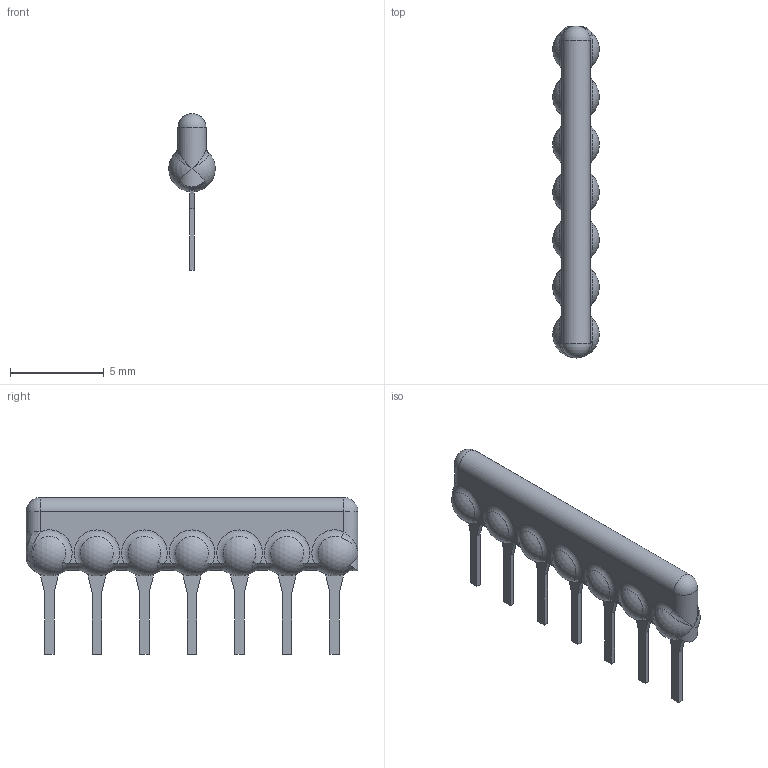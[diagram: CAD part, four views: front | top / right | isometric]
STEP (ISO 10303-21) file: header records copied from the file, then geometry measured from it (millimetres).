
FILE_DESCRIPTION((''),'2;1');
FILE_NAME('4614X','2012-08-22T',('ryans'),('Bourns, Inc.'),'PRO/ENGINEER BY PARAMETRIC TECHNOLOGY CORPORATION, 2010100','PRO/ENGINEER BY PARAMETRIC TECHNOLOGY CORPORATION, 2010100','');
FILE_SCHEMA(('CONFIG_CONTROL_DESIGN'));
Length unit declared in the file: millimetre
Products named in the file (1): 4614X
Bounding box: 2.48 x 17.73 x 8.38 mm (x, y, z)
Volume: 114.4 mm3; surface area: 257.5 mm2
Topology: 1 solids, 15 shells, 175 faces, 380 edges, 238 vertices
Faces by surface type: plane 80, torus 28, cone 28, cylinder 25, sphere 9, bspline 5
Entity records: 5387 total; most frequent: CARTESIAN_POINT 1667, ORIENTED_EDGE 752, DIRECTION 744, EDGE_CURVE 376, AXIS2_PLACEMENT_3D 293, VERTEX_POINT 238, EDGE_LOOP 182, FACE_OUTER_BOUND 175
